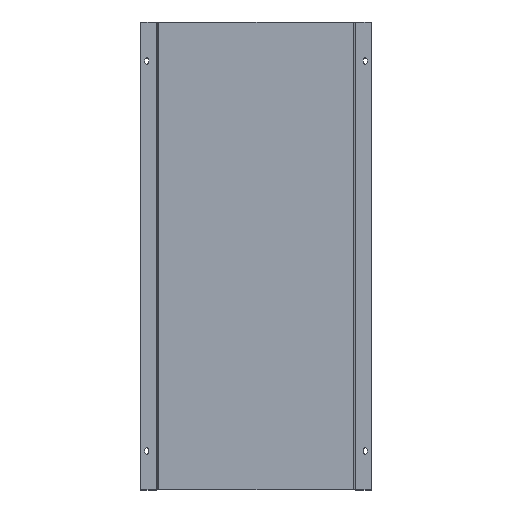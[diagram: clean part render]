
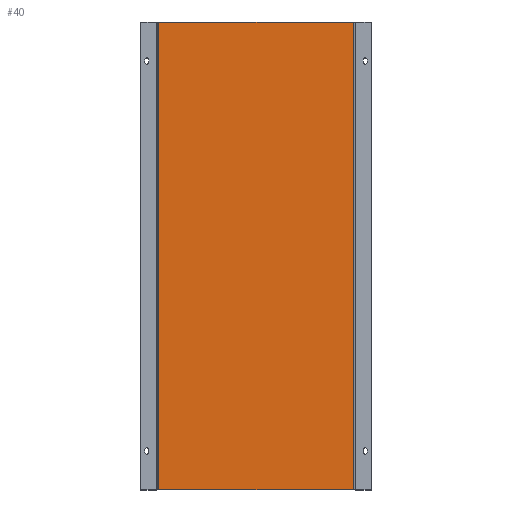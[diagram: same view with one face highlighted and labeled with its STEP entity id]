
A CAD part, top view. The second image highlights one B-rep face of the part: STEP entity #40.
In plain terms, the highlighted planar face has unit normal (0, 0, 1).
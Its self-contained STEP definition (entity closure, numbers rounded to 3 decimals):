
#40 = ADVANCED_FACE ( 'NONE', ( #1172 ), #660, .F. ) ;
#91 = VECTOR ( 'NONE', #1144, 1000. ) ;
#206 = EDGE_CURVE ( 'NONE', #549, #1018, #583, .T. ) ;
#224 = EDGE_CURVE ( 'NONE', #1010, #931, #952, .T. ) ;
#278 = CARTESIAN_POINT ( 'NONE',  ( 2., 0., 0. ) ) ;
#373 = CARTESIAN_POINT ( 'NONE',  ( 2., 600., 0. ) ) ;
#387 = EDGE_CURVE ( 'NONE', #931, #549, #791, .T. ) ;
#413 = DIRECTION ( 'NONE',  ( 0., -1., 0. ) ) ;
#415 = CARTESIAN_POINT ( 'NONE',  ( 0., 0., 0. ) ) ;
#471 = EDGE_CURVE ( 'NONE', #1018, #1010, #1022, .T. ) ;
#549 = VERTEX_POINT ( 'NONE', #1355 ) ;
#562 = DIRECTION ( 'NONE',  ( -1., 0., 0. ) ) ;
#569 = ORIENTED_EDGE ( 'NONE', *, *, #387, .T. ) ;
#575 = CARTESIAN_POINT ( 'NONE',  ( 0., 0., 0. ) ) ;
#583 = LINE ( 'NONE', #610, #1419 ) ;
#610 = CARTESIAN_POINT ( 'NONE',  ( 0., 600., 0. ) ) ;
#613 = ORIENTED_EDGE ( 'NONE', *, *, #224, .T. ) ;
#660 = PLANE ( 'NONE',  #1120 ) ;
#683 = DIRECTION ( 'NONE',  ( 0., 0., -1. ) ) ;
#685 = EDGE_LOOP ( 'NONE', ( #569, #1194, #1529, #613 ) ) ;
#721 = DIRECTION ( 'NONE',  ( -1., 0., 0. ) ) ;
#736 = VECTOR ( 'NONE', #1434, 1000. ) ;
#783 = CARTESIAN_POINT ( 'NONE',  ( 251., 0., 0. ) ) ;
#791 = LINE ( 'NONE', #783, #91 ) ;
#931 = VERTEX_POINT ( 'NONE', #1513 ) ;
#952 = LINE ( 'NONE', #575, #736 ) ;
#1010 = VERTEX_POINT ( 'NONE', #278 ) ;
#1018 = VERTEX_POINT ( 'NONE', #373 ) ;
#1022 = LINE ( 'NONE', #1503, #1494 ) ;
#1120 = AXIS2_PLACEMENT_3D ( 'NONE', #415, #683, #562 ) ;
#1144 = DIRECTION ( 'NONE',  ( 0., 1., 0. ) ) ;
#1172 = FACE_OUTER_BOUND ( 'NONE', #685, .T. ) ;
#1194 = ORIENTED_EDGE ( 'NONE', *, *, #206, .T. ) ;
#1355 = CARTESIAN_POINT ( 'NONE',  ( 251., 600., 0. ) ) ;
#1419 = VECTOR ( 'NONE', #721, 1000. ) ;
#1434 = DIRECTION ( 'NONE',  ( 1., 0., 0. ) ) ;
#1494 = VECTOR ( 'NONE', #413, 1000. ) ;
#1503 = CARTESIAN_POINT ( 'NONE',  ( 2., 600., 0. ) ) ;
#1513 = CARTESIAN_POINT ( 'NONE',  ( 251., 0., 0. ) ) ;
#1529 = ORIENTED_EDGE ( 'NONE', *, *, #471, .T. ) ;
